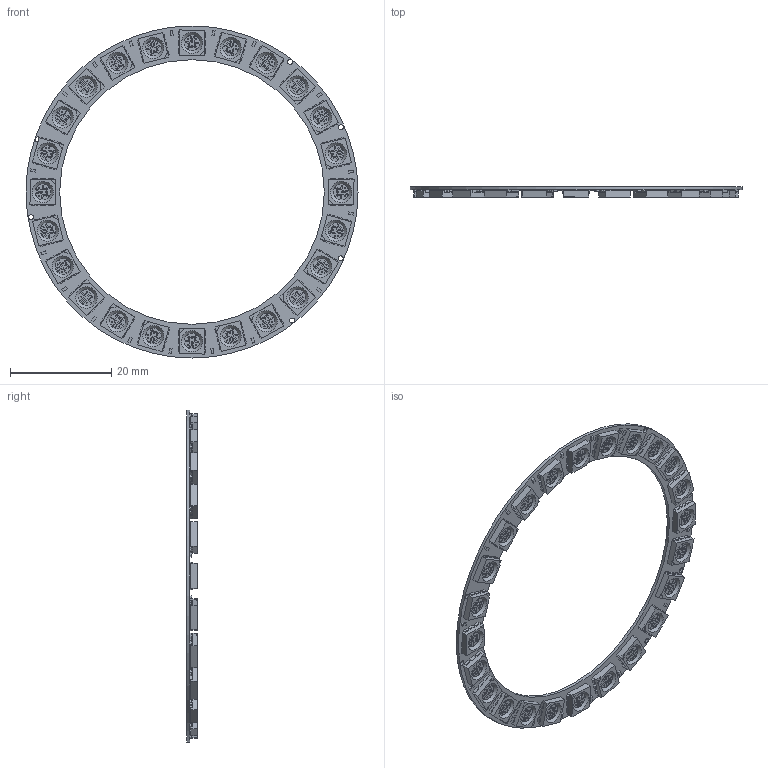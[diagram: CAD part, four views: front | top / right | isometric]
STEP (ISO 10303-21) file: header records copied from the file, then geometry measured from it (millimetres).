
FILE_DESCRIPTION( ( 'Unknown' ), '1' );
FILE_NAME( 'Neopix_24.stp', 'Unknown', ( 'Unknown' ), ( 'Unknown' ), 'PSStep 15.0.49', 'Unknown', ' ' );
FILE_SCHEMA( ( 'AUTOMOTIVE_DESIGN { 1 0 10303 214 1 1 1 1 }' ) );
Length unit declared in the file: millimetre
Products named in the file (4): Assem1; board; 5050; resistor
Assembly tree (43 placements, depth 2):
  Assem1
    board
    5050  x24
    resistor  x18
Bounding box: 65.6 x 2.1 x 65.6 mm (x, y, z)
Volume: 1427.4 mm3; surface area: 4805.5 mm2
Topology: 43 solids, 43 shells, 2946 faces, 7895 edges, 5183 vertices
Faces by surface type: plane 2678, cylinder 216, extrusion 28, cone 24
Full cylindrical faces by diameter (mm): 0.1 x60, 1 x6, 52.3 x1, 65.6 x1
Entity records: 17060 total; most frequent: CARTESIAN_POINT 3789, ORIENTED_EDGE 1966, DIRECTION 1906, EDGE_CURVE 983, VECTOR 826, LINE 798, VERTEX_POINT 687, EDGE_LOOP 586
